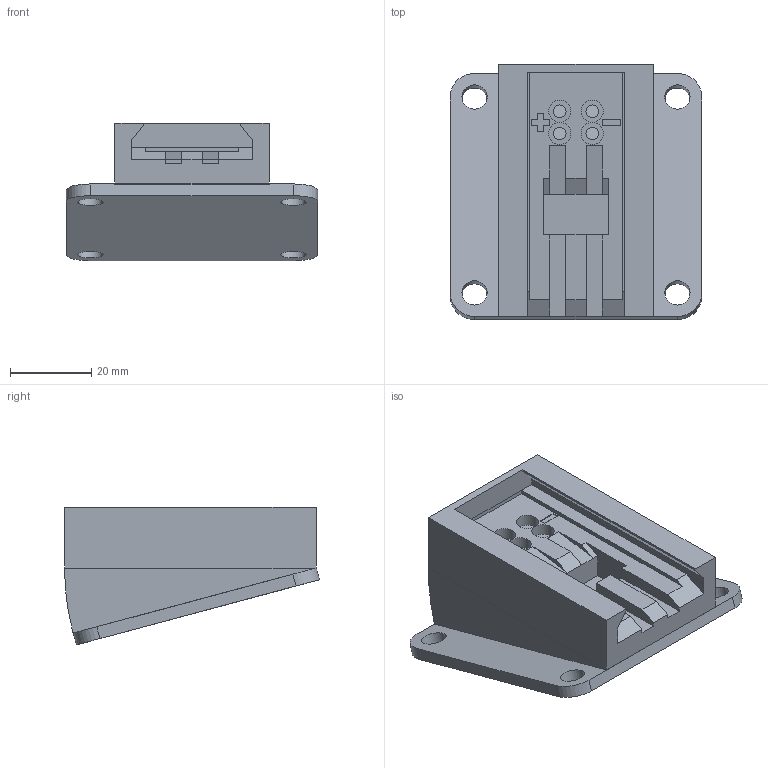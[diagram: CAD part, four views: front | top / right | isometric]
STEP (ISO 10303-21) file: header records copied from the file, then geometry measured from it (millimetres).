
FILE_DESCRIPTION(('FreeCAD Model'),'2;1');
FILE_NAME('Open CASCADE Shape Model','2024-03-30T03:25:42',(''),(''), 'Open CASCADE STEP processor 7.5','FreeCAD','Unknown');
FILE_SCHEMA(('AUTOMOTIVE_DESIGN { 1 0 10303 214 1 1 1 1 }'));
Length unit declared in the file: millimetre
Products named in the file (1): mandeye_holder_angled
Bounding box: 62 x 62.83 x 33.93 mm (x, y, z)
Volume: 47763.8 mm3; surface area: 16785.5 mm2
Topology: 1 solids, 1 shells, 114 faces, 294 edges, 186 vertices
Faces by surface type: plane 91, cylinder 21, revolution 2
Full cylindrical faces by diameter (mm): 3.1 x4, 5.5 x4, 6.2 x4
Entity records: 7270 total; most frequent: CARTESIAN_POINT 1291, DIRECTION 1130, LINE 776, VECTOR 776, ORIENTED_EDGE 580, PCURVE 580, DEFINITIONAL_REPRESENTATION 580, EDGE_CURVE 290
